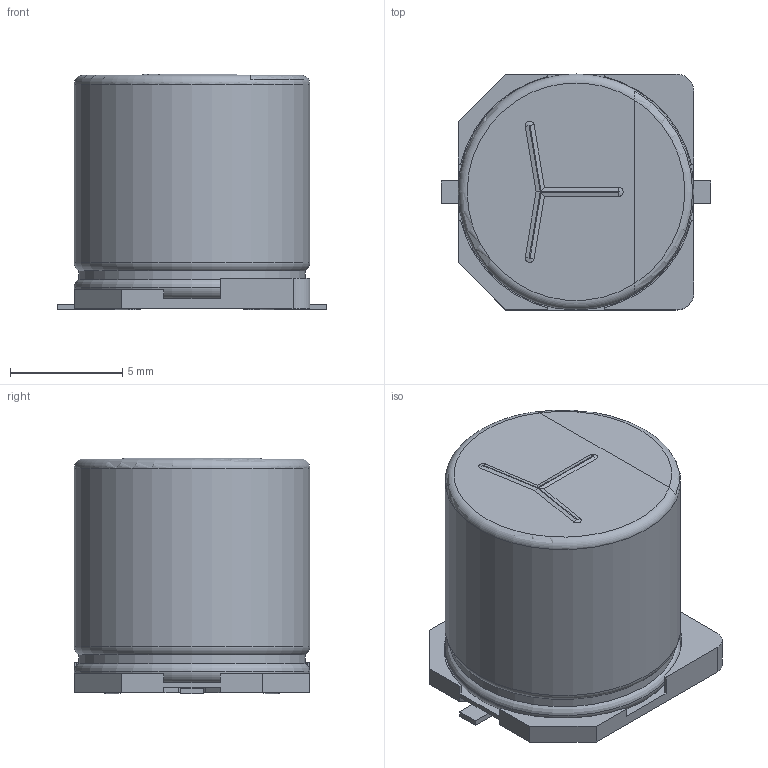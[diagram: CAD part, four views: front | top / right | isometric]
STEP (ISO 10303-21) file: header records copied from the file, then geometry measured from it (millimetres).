
FILE_DESCRIPTION(('STEP AP214'), '1');
FILE_NAME('CAPAE-D10.0x10.2', '2016-02-28T20:52:28', ('Nobody'), (''), 'ASCON STEP Converter 1.3', 'ASCON Math Kernel', '');
FILE_SCHEMA(('AUTOMOTIVE_DESIGN { 1 0 10303 214 3 1 1}'));
Length unit declared in the file: millimetre
Bounding box: 12 x 10.5 x 10.5 mm (x, y, z)
Volume: 915.4 mm3; surface area: 777.7 mm2
Topology: 4 solids, 4 shells, 84 faces, 210 edges, 143 vertices
Faces by surface type: plane 56, cylinder 16, torus 5, bspline 4, cone 3
Full cylindrical faces by diameter (mm): 0.8 x2, 1.1 x2, 10.1 x1, 10.5 x1
Entity records: 3691 total; most frequent: CARTESIAN_POINT 964, DIRECTION 400, ORIENTED_EDGE 376, EDGE_CURVE 188, LINE 142, VECTOR 142, VERTEX_POINT 133, AXIS2_PLACEMENT_3D 129
